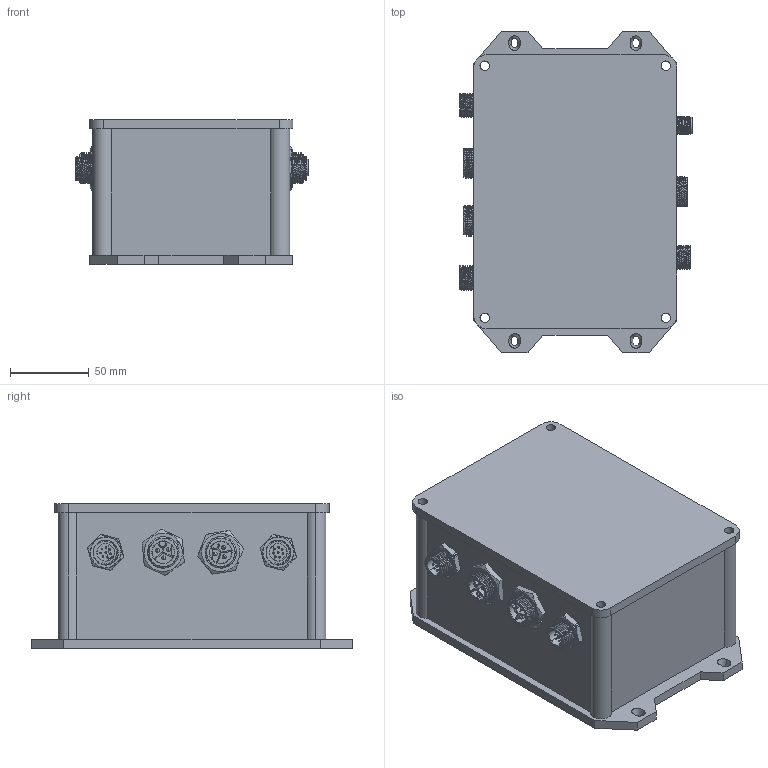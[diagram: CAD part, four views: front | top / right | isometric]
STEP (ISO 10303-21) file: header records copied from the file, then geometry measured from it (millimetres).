
FILE_DESCRIPTION (( 'STEP AP214' ), '1' );
FILE_NAME ('碟赽軞蚾.STEP', '2026-03-03T08:08:17', ( 'Windows 蚚誧' ), ( '' ), 'SwSTEP 2.0', 'SolidWorks 2021', '' );
FILE_SCHEMA (( 'AUTOMOTIVE_DESIGN' ));
Length unit declared in the file: millimetre
Products named in the file (1): 碟赽軞蚾
Bounding box: 147.31 x 204 x 92 mm (x, y, z)
Surface area: 160243.3 mm2 (no closed solid volume)
Topology: 0 solids, 46 shells, 875 faces, 3365 edges, 2378 vertices
Faces by surface type: cylinder 340, plane 278, bspline 125, sphere 74, cone 45, torus 13
Entity records: 70480 total; most frequent: CARTESIAN_POINT 36815, ORIENTED_EDGE 4944, DIRECTION 3993, EDGE_CURVE 3221, VERTEX_POINT 2306, AXIS2_PLACEMENT_3D 1362, B_SPLINE_CURVE_WITH_KNOTS 1331, LINE 1269
